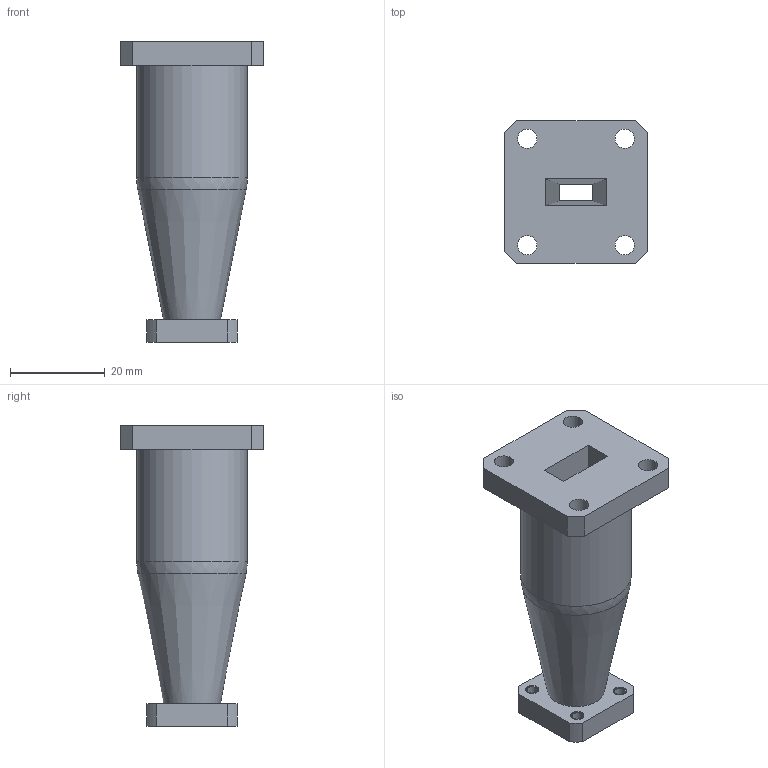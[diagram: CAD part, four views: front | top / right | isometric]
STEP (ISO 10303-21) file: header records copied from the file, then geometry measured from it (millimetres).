
FILE_DESCRIPTION (( 'STEP AP203' ), '1' );
FILE_NAME ('PE-W28TS51001_3D.step', '2021-03-19T17:08:49', ( '' ), ( '' ), 'SwSTEP 2.0', 'SolidWorks 2020', '' );
FILE_SCHEMA (( 'CONFIG_CONTROL_DESIGN' ));
Length unit declared in the file: inch
Products named in the file (1): PE-W28TS51001_3D
Bounding box: 30.1 x 30.1 x 63.5 mm (x, y, z)
Volume: 20174.5 mm3; surface area: 8564.4 mm2
Topology: 1 solids, 1 shells, 59 faces, 136 edges, 89 vertices
Faces by surface type: plane 36, cylinder 21, cone 1, torus 1
Full cylindrical faces by diameter (mm): 2.261 x4, 2.845 x8, 4.085 x4, 23.368 x1
Entity records: 1657 total; most frequent: CARTESIAN_POINT 280, DIRECTION 268, ORIENTED_EDGE 224, EDGE_CURVE 112, EDGE_LOOP 106, AXIS2_PLACEMENT_3D 104, VERTEX_POINT 84, FACE_OUTER_BOUND 77
